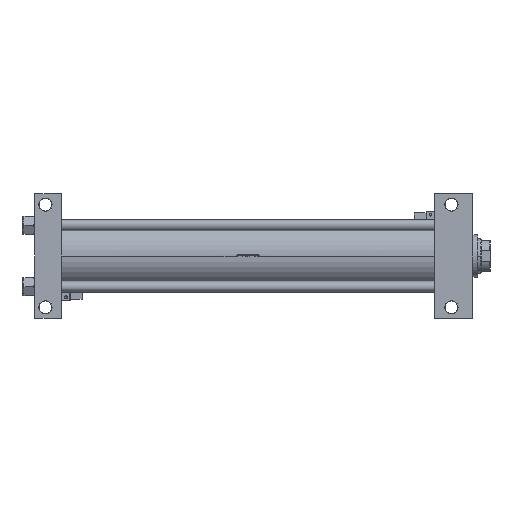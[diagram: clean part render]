
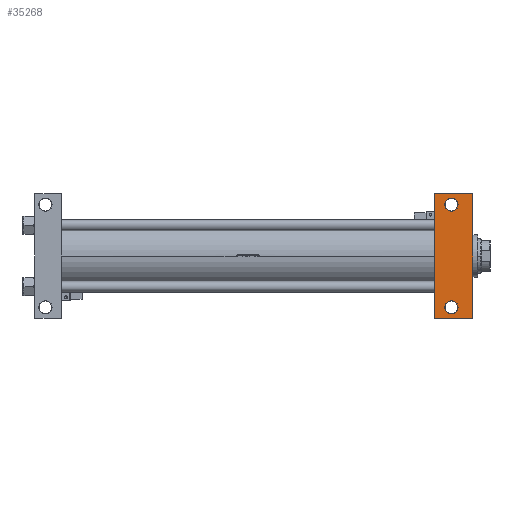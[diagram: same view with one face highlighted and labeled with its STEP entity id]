
A CAD part, front view. The second image highlights one B-rep face of the part: STEP entity #35268.
In plain terms, the highlighted face is planar.
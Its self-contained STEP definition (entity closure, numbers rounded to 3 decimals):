
#29 = CARTESIAN_POINT ( 'NONE',  ( 819., -127., -82.5 ) ) ;
#236 = VECTOR ( 'NONE', #23129, 1000. ) ;
#563 = EDGE_LOOP ( 'NONE', ( #24396, #42550 ) ) ;
#761 = DIRECTION ( 'NONE',  ( 0., 0., -1. ) ) ;
#822 = CARTESIAN_POINT ( 'NONE',  ( 897., 82.5, -82.5 ) ) ;
#2721 = DIRECTION ( 'NONE',  ( -1., 0., 0. ) ) ;
#2889 = ORIENTED_EDGE ( 'NONE', *, *, #18773, .T. ) ;
#3308 = AXIS2_PLACEMENT_3D ( 'NONE', #22851, #39024, #2721 ) ;
#4293 = CARTESIAN_POINT ( 'NONE',  ( 853., -105., -82.5 ) ) ;
#4737 = DIRECTION ( 'NONE',  ( -1., 0., 0. ) ) ;
#4740 = CIRCLE ( 'NONE', #10640, 13.5 ) ;
#4840 = CARTESIAN_POINT ( 'NONE',  ( 839.5, 105., -82.5 ) ) ;
#5046 = DIRECTION ( 'NONE',  ( -1., 0., 0. ) ) ;
#7422 = EDGE_CURVE ( 'NONE', #42425, #40392, #20794, .T. ) ;
#7814 = CIRCLE ( 'NONE', #17984, 13.5 ) ;
#9920 = VECTOR ( 'NONE', #40438, 1000. ) ;
#10640 = AXIS2_PLACEMENT_3D ( 'NONE', #40716, #28784, #41247 ) ;
#10928 = EDGE_LOOP ( 'NONE', ( #26691, #47844, #2889, #52302 ) ) ;
#11639 = CARTESIAN_POINT ( 'NONE',  ( 866.5, -105., -82.5 ) ) ;
#12419 = FACE_BOUND ( 'NONE', #44290, .T. ) ;
#13240 = CARTESIAN_POINT ( 'NONE',  ( 819., -127., -82.5 ) ) ;
#13775 = LINE ( 'NONE', #822, #39061 ) ;
#14656 = CARTESIAN_POINT ( 'NONE',  ( 819., 127., -82.5 ) ) ;
#14747 = EDGE_CURVE ( 'NONE', #38289, #42884, #26151, .T. ) ;
#16918 = CARTESIAN_POINT ( 'NONE',  ( 897., 82.5, -82.5 ) ) ;
#16942 = CARTESIAN_POINT ( 'NONE',  ( 866.5, 105., -82.5 ) ) ;
#17984 = AXIS2_PLACEMENT_3D ( 'NONE', #4293, #35325, #51494 ) ;
#18678 = VERTEX_POINT ( 'NONE', #25206 ) ;
#18773 = EDGE_CURVE ( 'NONE', #18678, #39345, #13775, .T. ) ;
#19048 = EDGE_CURVE ( 'NONE', #42884, #38289, #46711, .T. ) ;
#20794 = LINE ( 'NONE', #40182, #9920 ) ;
#22851 = CARTESIAN_POINT ( 'NONE',  ( 853., 105., -82.5 ) ) ;
#23129 = DIRECTION ( 'NONE',  ( 1., 0., 0. ) ) ;
#24396 = ORIENTED_EDGE ( 'NONE', *, *, #14747, .T. ) ;
#24493 = EDGE_CURVE ( 'NONE', #47788, #32865, #7814, .T. ) ;
#25206 = CARTESIAN_POINT ( 'NONE',  ( 897., 127., -82.5 ) ) ;
#25288 = EDGE_CURVE ( 'NONE', #42425, #18678, #30563, .T. ) ;
#25666 = DIRECTION ( 'NONE',  ( 0., 0., 1. ) ) ;
#26151 = CIRCLE ( 'NONE', #3308, 13.5 ) ;
#26691 = ORIENTED_EDGE ( 'NONE', *, *, #7422, .F. ) ;
#26720 = VECTOR ( 'NONE', #5046, 1000. ) ;
#27221 = AXIS2_PLACEMENT_3D ( 'NONE', #45028, #25666, #4737 ) ;
#28784 = DIRECTION ( 'NONE',  ( 0., 0., 1. ) ) ;
#30563 = LINE ( 'NONE', #14656, #236 ) ;
#30599 = EDGE_CURVE ( 'NONE', #39345, #40392, #45858, .T. ) ;
#32833 = PLANE ( 'NONE',  #47033 ) ;
#32865 = VERTEX_POINT ( 'NONE', #11639 ) ;
#33354 = DIRECTION ( 'NONE',  ( -1., 0., 0. ) ) ;
#33816 = ORIENTED_EDGE ( 'NONE', *, *, #35522, .T. ) ;
#34545 = CARTESIAN_POINT ( 'NONE',  ( 839.5, -105., -82.5 ) ) ;
#35088 = ORIENTED_EDGE ( 'NONE', *, *, #24493, .T. ) ;
#35268 = ADVANCED_FACE ( 'NONE', ( #36548, #12419, #37069 ), #32833, .T. ) ;
#35325 = DIRECTION ( 'NONE',  ( 0., 0., 1. ) ) ;
#35522 = EDGE_CURVE ( 'NONE', #32865, #47788, #4740, .T. ) ;
#36548 = FACE_BOUND ( 'NONE', #563, .T. ) ;
#37069 = FACE_OUTER_BOUND ( 'NONE', #10928, .T. ) ;
#38289 = VERTEX_POINT ( 'NONE', #4840 ) ;
#39024 = DIRECTION ( 'NONE',  ( 0., 0., 1. ) ) ;
#39061 = VECTOR ( 'NONE', #42158, 1000. ) ;
#39345 = VERTEX_POINT ( 'NONE', #51990 ) ;
#40182 = CARTESIAN_POINT ( 'NONE',  ( 819., 82.5, -82.5 ) ) ;
#40392 = VERTEX_POINT ( 'NONE', #29 ) ;
#40438 = DIRECTION ( 'NONE',  ( 0., -1., 0. ) ) ;
#40716 = CARTESIAN_POINT ( 'NONE',  ( 853., -105., -82.5 ) ) ;
#41247 = DIRECTION ( 'NONE',  ( -1., 0., 0. ) ) ;
#42158 = DIRECTION ( 'NONE',  ( 0., -1., 0. ) ) ;
#42425 = VERTEX_POINT ( 'NONE', #47790 ) ;
#42550 = ORIENTED_EDGE ( 'NONE', *, *, #19048, .T. ) ;
#42884 = VERTEX_POINT ( 'NONE', #16942 ) ;
#44290 = EDGE_LOOP ( 'NONE', ( #35088, #33816 ) ) ;
#45028 = CARTESIAN_POINT ( 'NONE',  ( 853., 105., -82.5 ) ) ;
#45858 = LINE ( 'NONE', #13240, #26720 ) ;
#46711 = CIRCLE ( 'NONE', #27221, 13.5 ) ;
#47033 = AXIS2_PLACEMENT_3D ( 'NONE', #16918, #761, #33354 ) ;
#47788 = VERTEX_POINT ( 'NONE', #34545 ) ;
#47790 = CARTESIAN_POINT ( 'NONE',  ( 819., 127., -82.5 ) ) ;
#47844 = ORIENTED_EDGE ( 'NONE', *, *, #25288, .T. ) ;
#51494 = DIRECTION ( 'NONE',  ( -1., 0., 0. ) ) ;
#51990 = CARTESIAN_POINT ( 'NONE',  ( 897., -127., -82.5 ) ) ;
#52302 = ORIENTED_EDGE ( 'NONE', *, *, #30599, .T. ) ;
